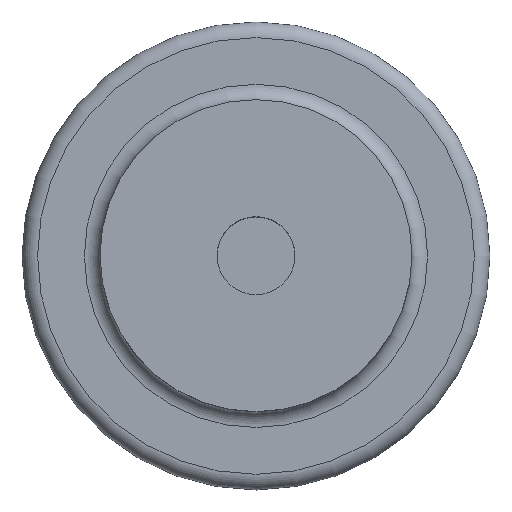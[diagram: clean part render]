
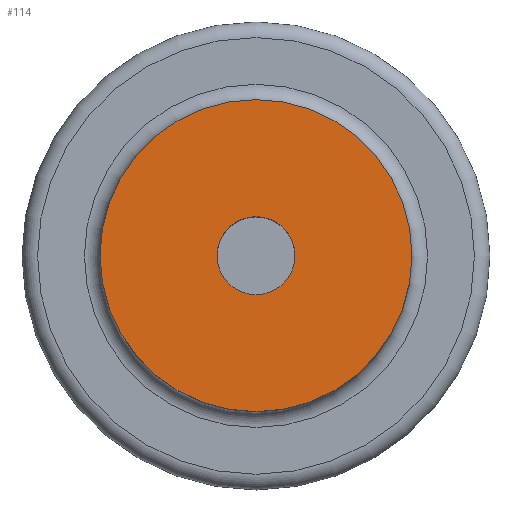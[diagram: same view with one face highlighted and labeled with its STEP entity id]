
A CAD part, top view. The second image highlights one B-rep face of the part: STEP entity #114.
In plain terms, the highlighted planar face has unit normal (0, 0, 1).
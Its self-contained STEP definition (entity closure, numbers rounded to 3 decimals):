
#20=PLANE('',#136);
#28=FACE_BOUND('',#55,.T.);
#29=FACE_BOUND('',#56,.T.);
#55=EDGE_LOOP('',(#100));
#56=EDGE_LOOP('',(#101));
#57=CIRCLE('',#119,1.25);
#62=CIRCLE('',#128,5.);
#66=VERTEX_POINT('',#179);
#71=VERTEX_POINT('',#193);
#75=EDGE_CURVE('',#66,#66,#57,.T.);
#80=EDGE_CURVE('',#71,#71,#62,.T.);
#100=ORIENTED_EDGE('',*,*,#75,.T.);
#101=ORIENTED_EDGE('',*,*,#80,.T.);
#114=ADVANCED_FACE('',(#28,#29),#20,.T.);
#119=AXIS2_PLACEMENT_3D('',#180,#141,#142);
#128=AXIS2_PLACEMENT_3D('',#194,#159,#160);
#136=AXIS2_PLACEMENT_3D('',#205,#175,#176);
#141=DIRECTION('center_axis',(0.,0.,-1.));
#142=DIRECTION('ref_axis',(1.,0.,0.));
#159=DIRECTION('center_axis',(0.,0.,1.));
#160=DIRECTION('ref_axis',(1.,0.,0.));
#175=DIRECTION('center_axis',(0.,0.,1.));
#176=DIRECTION('ref_axis',(1.,0.,0.));
#179=CARTESIAN_POINT('',(1.25,0.,2.271));
#180=CARTESIAN_POINT('Origin',(0.,0.,2.271));
#193=CARTESIAN_POINT('',(5.,0.,2.271));
#194=CARTESIAN_POINT('Origin',(0.,0.,2.271));
#205=CARTESIAN_POINT('Origin',(0.,0.,2.271));
